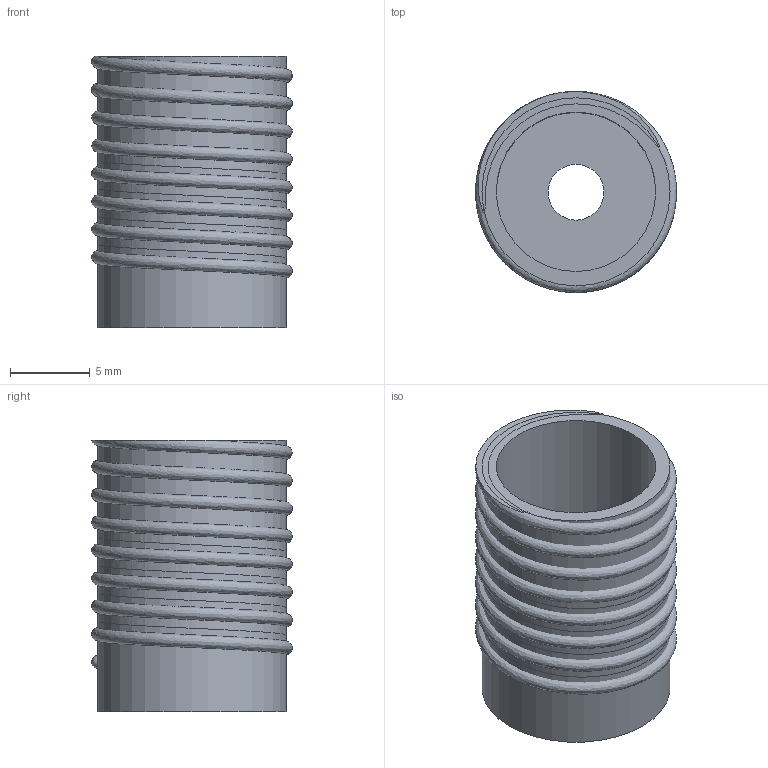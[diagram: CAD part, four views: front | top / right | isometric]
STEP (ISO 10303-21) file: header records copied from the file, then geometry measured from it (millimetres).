
FILE_DESCRIPTION(('HOOPS Exchange Step'),'2;1');
FILE_NAME('temp_export','2022-12-05T01:30:44-07:00',('mobile'),('Shapr3D Limited'),'HOOPS Exchange 2022.1','Shapr3D','Authorized');
FILE_SCHEMA( ('AUTOMOTIVE_DESIGN { 1 0 10303 214 1 1 1 1 }') );
Length unit declared in the file: millimetre
Products named in the file (1): root
Bounding box: 12.6 x 12.6 x 17 mm (x, y, z)
Volume: 782.3 mm3; surface area: 2433.3 mm2
Topology: 3 solids, 3 shells, 25 faces, 69 edges, 42 vertices
Faces by surface type: cylinder 8, bspline 7, plane 7, sphere 3
Full cylindrical faces by diameter (mm): 3.5 x1, 10 x1, 11.8 x4
Entity records: 7505 total; most frequent: CARTESIAN_POINT 6995, ORIENTED_EDGE 120, DIRECTION 67, EDGE_CURVE 60, VERTEX_POINT 42, AXIS2_PLACEMENT_3D 29, B_SPLINE_CURVE_WITH_KNOTS 29, EDGE_LOOP 28
